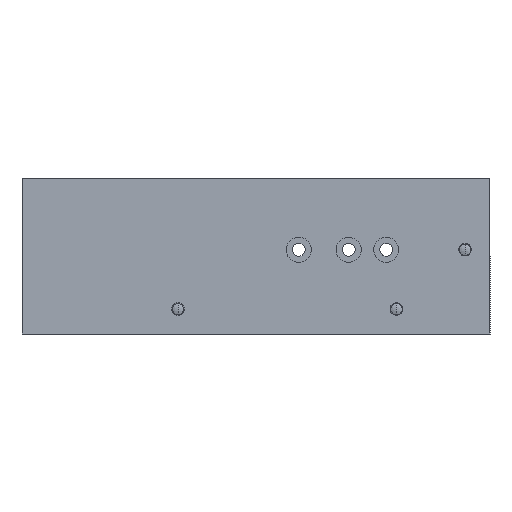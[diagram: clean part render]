
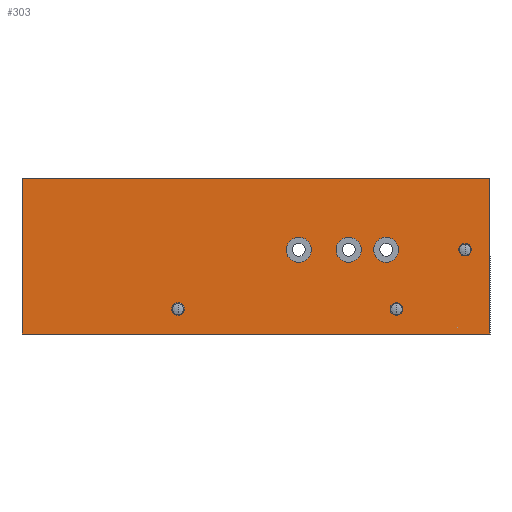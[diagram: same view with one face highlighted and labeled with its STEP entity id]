
A CAD part, front view. The second image highlights one B-rep face of the part: STEP entity #303.
In plain terms, the highlighted planar face has unit normal (0, -1, 0).
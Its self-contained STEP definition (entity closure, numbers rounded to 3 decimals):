
#6 = DIRECTION ( 'NONE',  ( 0., 0., -1. ) ) ;
#7 = VERTEX_POINT ( 'NONE', #196 ) ;
#13 = DIRECTION ( 'NONE',  ( 0., 0., -1. ) ) ;
#30 = CARTESIAN_POINT ( 'NONE',  ( 75., -4., 25. ) ) ;
#41 = DIRECTION ( 'NONE',  ( 1., 0., 0. ) ) ;
#46 = CARTESIAN_POINT ( 'NONE',  ( -75., -4., 25. ) ) ;
#56 = DIRECTION ( 'NONE',  ( 0., 0., -1. ) ) ;
#57 = FACE_BOUND ( 'NONE', #1246, .T. ) ;
#62 = DIRECTION ( 'NONE',  ( 0., 0., -1. ) ) ;
#68 = CIRCLE ( 'NONE', #118, 2. ) ;
#71 = DIRECTION ( 'NONE',  ( 0., 0., -1. ) ) ;
#76 = ORIENTED_EDGE ( 'NONE', *, *, #145, .F. ) ;
#84 = ORIENTED_EDGE ( 'NONE', *, *, #443, .F. ) ;
#86 = DIRECTION ( 'NONE',  ( 0., 0., -1. ) ) ;
#99 = EDGE_CURVE ( 'NONE', #212, #1273, #556, .T. ) ;
#103 = CARTESIAN_POINT ( 'NONE',  ( 29.72, -4., 6. ) ) ;
#118 = AXIS2_PLACEMENT_3D ( 'NONE', #495, #593, #6 ) ;
#120 = AXIS2_PLACEMENT_3D ( 'NONE', #455, #549, #660 ) ;
#145 = EDGE_CURVE ( 'NONE', #407, #1127, #431, .T. ) ;
#160 = FACE_BOUND ( 'NONE', #366, .T. ) ;
#167 = CARTESIAN_POINT ( 'NONE',  ( 41.72, -4., -2. ) ) ;
#187 = ORIENTED_EDGE ( 'NONE', *, *, #759, .F. ) ;
#188 = CARTESIAN_POINT ( 'NONE',  ( 45., -4., -17. ) ) ;
#196 = CARTESIAN_POINT ( 'NONE',  ( 75., -4., -25. ) ) ;
#212 = VERTEX_POINT ( 'NONE', #853 ) ;
#220 = CIRCLE ( 'NONE', #1202, 4. ) ;
#232 = VERTEX_POINT ( 'NONE', #529 ) ;
#233 = CARTESIAN_POINT ( 'NONE',  ( -25., -4., -19. ) ) ;
#253 = CARTESIAN_POINT ( 'NONE',  ( 67., -4., 2. ) ) ;
#260 = CIRCLE ( 'NONE', #386, 4. ) ;
#269 = ORIENTED_EDGE ( 'NONE', *, *, #457, .F. ) ;
#271 = CARTESIAN_POINT ( 'NONE',  ( -25., -4., -15. ) ) ;
#274 = DIRECTION ( 'NONE',  ( 0., 0., -1. ) ) ;
#282 = CIRCLE ( 'NONE', #823, 4. ) ;
#283 = EDGE_CURVE ( 'NONE', #677, #813, #319, .T. ) ;
#303 = ADVANCED_FACE ( 'NONE', ( #160, #572, #964, #57, #1168, #1070, #1262 ), #480, .T. ) ;
#305 = VERTEX_POINT ( 'NONE', #271 ) ;
#319 = CIRCLE ( 'NONE', #648, 4. ) ;
#348 = CARTESIAN_POINT ( 'NONE',  ( 75., -4., 25. ) ) ;
#349 = CARTESIAN_POINT ( 'NONE',  ( 0., -4., 0. ) ) ;
#354 = DIRECTION ( 'NONE',  ( 0., -1., 0. ) ) ;
#358 = CARTESIAN_POINT ( 'NONE',  ( -75., -4., 25. ) ) ;
#363 = CIRCLE ( 'NONE', #852, 2. ) ;
#366 = EDGE_LOOP ( 'NONE', ( #1027, #1170 ) ) ;
#386 = AXIS2_PLACEMENT_3D ( 'NONE', #849, #1254, #56 ) ;
#397 = ORIENTED_EDGE ( 'NONE', *, *, #1249, .F. ) ;
#400 = ORIENTED_EDGE ( 'NONE', *, *, #600, .F. ) ;
#403 = VERTEX_POINT ( 'NONE', #1051 ) ;
#407 = VERTEX_POINT ( 'NONE', #558 ) ;
#414 = CARTESIAN_POINT ( 'NONE',  ( 41.72, -4., 6. ) ) ;
#431 = LINE ( 'NONE', #46, #665 ) ;
#443 = EDGE_CURVE ( 'NONE', #305, #1022, #68, .T. ) ;
#453 = DIRECTION ( 'NONE',  ( -1., 0., 0. ) ) ;
#455 = CARTESIAN_POINT ( 'NONE',  ( 67., -4., 2. ) ) ;
#456 = DIRECTION ( 'NONE',  ( 0., 0., -1. ) ) ;
#457 = EDGE_CURVE ( 'NONE', #501, #1080, #220, .T. ) ;
#460 = ORIENTED_EDGE ( 'NONE', *, *, #1065, .F. ) ;
#479 = CARTESIAN_POINT ( 'NONE',  ( 67., -4., 4. ) ) ;
#480 = PLANE ( 'NONE',  #1184 ) ;
#495 = CARTESIAN_POINT ( 'NONE',  ( -25., -4., -17. ) ) ;
#499 = CARTESIAN_POINT ( 'NONE',  ( 29.72, -4., 2. ) ) ;
#501 = VERTEX_POINT ( 'NONE', #103 ) ;
#519 = CARTESIAN_POINT ( 'NONE',  ( 45., -4., -17. ) ) ;
#529 = CARTESIAN_POINT ( 'NONE',  ( -75., -4., -25. ) ) ;
#541 = ORIENTED_EDGE ( 'NONE', *, *, #961, .F. ) ;
#549 = DIRECTION ( 'NONE',  ( 0., -1., 0. ) ) ;
#553 = CARTESIAN_POINT ( 'NONE',  ( 13.72, -4., -2. ) ) ;
#556 = CIRCLE ( 'NONE', #968, 2. ) ;
#558 = CARTESIAN_POINT ( 'NONE',  ( -75., -4., 25. ) ) ;
#572 = FACE_BOUND ( 'NONE', #616, .T. ) ;
#576 = DIRECTION ( 'NONE',  ( 0., 0., -1. ) ) ;
#581 = VECTOR ( 'NONE', #453, 1000. ) ;
#593 = DIRECTION ( 'NONE',  ( 0., -1., 0. ) ) ;
#596 = ORIENTED_EDGE ( 'NONE', *, *, #737, .F. ) ;
#600 = EDGE_CURVE ( 'NONE', #1022, #305, #908, .T. ) ;
#616 = EDGE_LOOP ( 'NONE', ( #269, #1100 ) ) ;
#626 = ORIENTED_EDGE ( 'NONE', *, *, #855, .F. ) ;
#637 = DIRECTION ( 'NONE',  ( 0., -1., 0. ) ) ;
#648 = AXIS2_PLACEMENT_3D ( 'NONE', #972, #354, #456 ) ;
#650 = AXIS2_PLACEMENT_3D ( 'NONE', #1146, #637, #748 ) ;
#660 = DIRECTION ( 'NONE',  ( 0., 0., -1. ) ) ;
#665 = VECTOR ( 'NONE', #41, 1000. ) ;
#675 = DIRECTION ( 'NONE',  ( 0., 0., 1. ) ) ;
#677 = VERTEX_POINT ( 'NONE', #414 ) ;
#687 = CIRCLE ( 'NONE', #954, 4. ) ;
#695 = DIRECTION ( 'NONE',  ( 0., 0., -1. ) ) ;
#701 = VERTEX_POINT ( 'NONE', #764 ) ;
#707 = VECTOR ( 'NONE', #71, 1000. ) ;
#722 = EDGE_CURVE ( 'NONE', #923, #403, #1117, .T. ) ;
#729 = AXIS2_PLACEMENT_3D ( 'NONE', #253, #1159, #576 ) ;
#737 = EDGE_CURVE ( 'NONE', #403, #923, #749, .T. ) ;
#745 = EDGE_CURVE ( 'NONE', #1190, #701, #282, .T. ) ;
#748 = DIRECTION ( 'NONE',  ( 0., 0., -1. ) ) ;
#749 = CIRCLE ( 'NONE', #120, 2. ) ;
#754 = CARTESIAN_POINT ( 'NONE',  ( 45., -4., -19. ) ) ;
#759 = EDGE_CURVE ( 'NONE', #1127, #7, #963, .T. ) ;
#764 = CARTESIAN_POINT ( 'NONE',  ( 13.72, -4., 6. ) ) ;
#808 = DIRECTION ( 'NONE',  ( 0., -1., 0. ) ) ;
#813 = VERTEX_POINT ( 'NONE', #167 ) ;
#814 = DIRECTION ( 'NONE',  ( 0., -1., 0. ) ) ;
#823 = AXIS2_PLACEMENT_3D ( 'NONE', #873, #959, #274 ) ;
#831 = CARTESIAN_POINT ( 'NONE',  ( 41.72, -4., 2. ) ) ;
#837 = ORIENTED_EDGE ( 'NONE', *, *, #99, .F. ) ;
#841 = EDGE_CURVE ( 'NONE', #701, #1190, #260, .T. ) ;
#849 = CARTESIAN_POINT ( 'NONE',  ( 13.72, -4., 2. ) ) ;
#852 = AXIS2_PLACEMENT_3D ( 'NONE', #188, #982, #695 ) ;
#853 = CARTESIAN_POINT ( 'NONE',  ( 45., -4., -15. ) ) ;
#855 = EDGE_CURVE ( 'NONE', #232, #407, #1265, .T. ) ;
#861 = EDGE_LOOP ( 'NONE', ( #187, #76, #626, #397 ) ) ;
#869 = CIRCLE ( 'NONE', #1013, 4. ) ;
#873 = CARTESIAN_POINT ( 'NONE',  ( 13.72, -4., 2. ) ) ;
#882 = EDGE_LOOP ( 'NONE', ( #976, #596 ) ) ;
#908 = CIRCLE ( 'NONE', #650, 2. ) ;
#922 = EDGE_CURVE ( 'NONE', #1080, #501, #869, .T. ) ;
#923 = VERTEX_POINT ( 'NONE', #479 ) ;
#931 = DIRECTION ( 'NONE',  ( 0., 0., -1. ) ) ;
#954 = AXIS2_PLACEMENT_3D ( 'NONE', #831, #814, #931 ) ;
#957 = LINE ( 'NONE', #1269, #581 ) ;
#959 = DIRECTION ( 'NONE',  ( 0., -1., 0. ) ) ;
#960 = DIRECTION ( 'NONE',  ( 0., -1., 0. ) ) ;
#961 = EDGE_CURVE ( 'NONE', #1273, #212, #363, .T. ) ;
#963 = LINE ( 'NONE', #348, #707 ) ;
#964 = FACE_BOUND ( 'NONE', #1164, .T. ) ;
#968 = AXIS2_PLACEMENT_3D ( 'NONE', #519, #998, #13 ) ;
#972 = CARTESIAN_POINT ( 'NONE',  ( 41.72, -4., 2. ) ) ;
#976 = ORIENTED_EDGE ( 'NONE', *, *, #722, .F. ) ;
#982 = DIRECTION ( 'NONE',  ( 0., -1., 0. ) ) ;
#984 = CARTESIAN_POINT ( 'NONE',  ( 29.72, -4., 2. ) ) ;
#997 = ORIENTED_EDGE ( 'NONE', *, *, #283, .F. ) ;
#998 = DIRECTION ( 'NONE',  ( 0., -1., 0. ) ) ;
#1013 = AXIS2_PLACEMENT_3D ( 'NONE', #499, #808, #86 ) ;
#1022 = VERTEX_POINT ( 'NONE', #233 ) ;
#1027 = ORIENTED_EDGE ( 'NONE', *, *, #841, .F. ) ;
#1051 = CARTESIAN_POINT ( 'NONE',  ( 67., -4., 0. ) ) ;
#1060 = VECTOR ( 'NONE', #675, 1000. ) ;
#1065 = EDGE_CURVE ( 'NONE', #813, #677, #687, .T. ) ;
#1070 = FACE_BOUND ( 'NONE', #882, .T. ) ;
#1080 = VERTEX_POINT ( 'NONE', #1245 ) ;
#1085 = EDGE_LOOP ( 'NONE', ( #837, #541 ) ) ;
#1093 = DIRECTION ( 'NONE',  ( 0., 0., -1. ) ) ;
#1100 = ORIENTED_EDGE ( 'NONE', *, *, #922, .F. ) ;
#1102 = DIRECTION ( 'NONE',  ( 0., -1., 0. ) ) ;
#1117 = CIRCLE ( 'NONE', #729, 2. ) ;
#1127 = VERTEX_POINT ( 'NONE', #30 ) ;
#1146 = CARTESIAN_POINT ( 'NONE',  ( -25., -4., -17. ) ) ;
#1159 = DIRECTION ( 'NONE',  ( 0., -1., 0. ) ) ;
#1164 = EDGE_LOOP ( 'NONE', ( #997, #460 ) ) ;
#1168 = FACE_BOUND ( 'NONE', #1085, .T. ) ;
#1170 = ORIENTED_EDGE ( 'NONE', *, *, #745, .F. ) ;
#1184 = AXIS2_PLACEMENT_3D ( 'NONE', #349, #960, #62 ) ;
#1190 = VERTEX_POINT ( 'NONE', #553 ) ;
#1202 = AXIS2_PLACEMENT_3D ( 'NONE', #984, #1102, #1093 ) ;
#1245 = CARTESIAN_POINT ( 'NONE',  ( 29.72, -4., -2. ) ) ;
#1246 = EDGE_LOOP ( 'NONE', ( #84, #400 ) ) ;
#1249 = EDGE_CURVE ( 'NONE', #7, #232, #957, .T. ) ;
#1254 = DIRECTION ( 'NONE',  ( 0., -1., 0. ) ) ;
#1262 = FACE_OUTER_BOUND ( 'NONE', #861, .T. ) ;
#1265 = LINE ( 'NONE', #358, #1060 ) ;
#1269 = CARTESIAN_POINT ( 'NONE',  ( -75., -4., -25. ) ) ;
#1273 = VERTEX_POINT ( 'NONE', #754 ) ;
